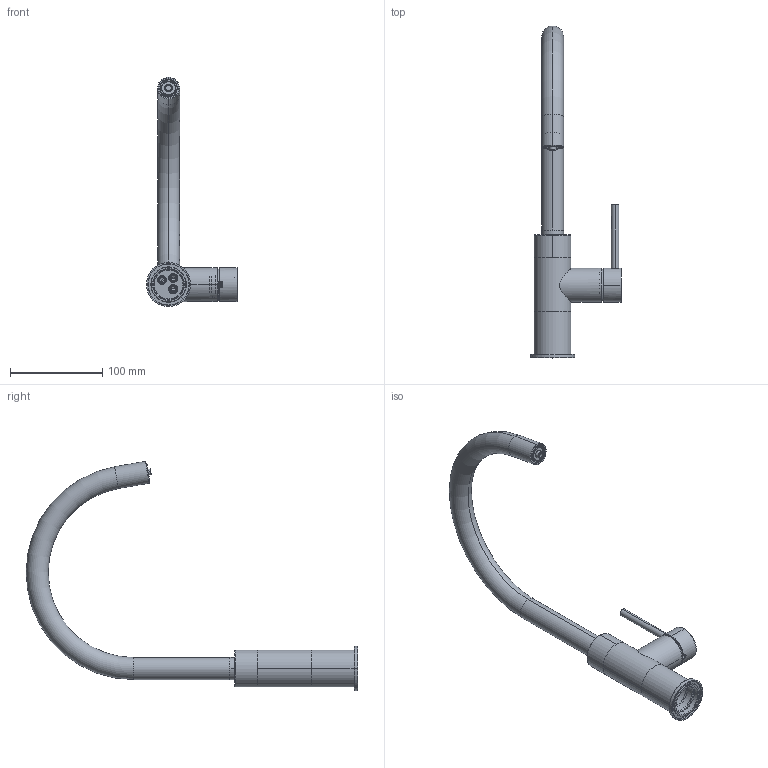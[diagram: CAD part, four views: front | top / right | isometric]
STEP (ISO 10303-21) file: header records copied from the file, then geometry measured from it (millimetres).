
FILE_DESCRIPTION(('STEP AP214'),'1');
FILE_NAME('5025038_5025039 Namor 5 Niederdruck.STP','2025-10-07T08:25:20',(' '),(' '),'Spatial InterOp 3D',' ',' ');
FILE_SCHEMA(('AUTOMOTIVE_DESIGN { 1 0 10303 214 1 1 1 1 }'));
Length unit declared in the file: millimetre
Products named in the file (38): 5025038_5025039 Namor 5 Niederdruck; ASSEM1
Assembly tree (38 placements, depth 5):
  5025038_5025039 Namor 5 Niederdruck
    ASSEM1
    (unnamed)
      ASSEM1
      (unnamed)
    (unnamed)
      ASSEM1
      (unnamed)
    (unnamed)
      ASSEM1
      (unnamed)
    (unnamed)
    (unnamed)
      ASSEM1
      (unnamed)
        ASSEM1
        (unnamed)
      (unnamed)
    (unnamed)
      ASSEM1
      (unnamed)
        (unnamed)
          ASSEM1
          (unnamed)
    (unnamed)
      ASSEM1  x2
      (unnamed)
        ASSEM1
        (unnamed)
      (unnamed)
        ASSEM1
        (unnamed)
      (unnamed)
        ASSEM1
        (unnamed)
      (unnamed)
        ASSEM1
        (unnamed)
Bounding box: 98.94 x 360.5 x 249.1 mm (x, y, z)
Volume: 171762.7 mm3; surface area: 134985.5 mm2
Topology: 15 solids, 33 shells, 659 faces, 1558 edges, 952 vertices
Faces by surface type: cylinder 252, cone 161, plane 146, torus 62, bspline 33, sphere 5
Entity records: 22193 total; most frequent: CARTESIAN_POINT 6353, DIRECTION 3416, ORIENTED_EDGE 2939, EDGE_CURVE 1518, AXIS2_PLACEMENT_3D 1431, VERTEX_POINT 944, CIRCLE 761, EDGE_LOOP 724
